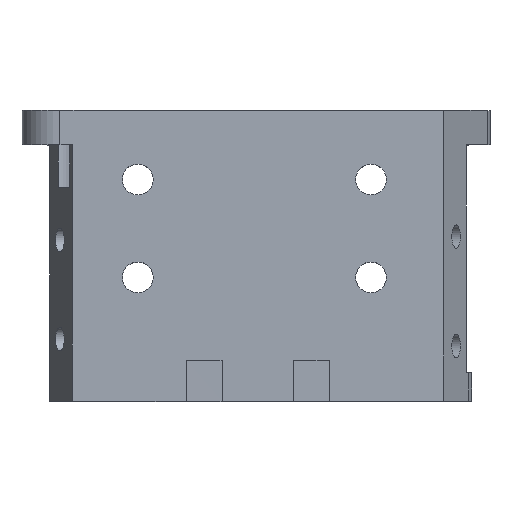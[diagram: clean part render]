
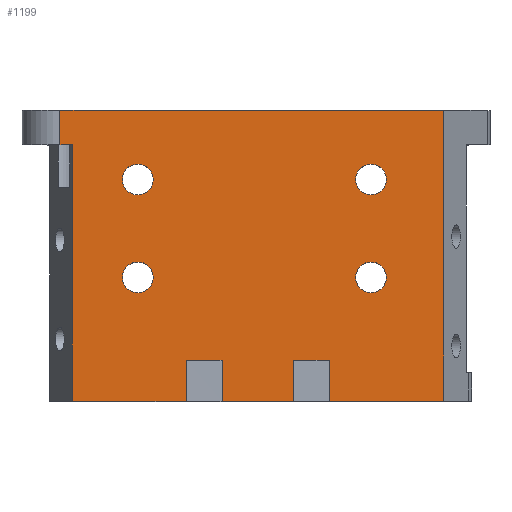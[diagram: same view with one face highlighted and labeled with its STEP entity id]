
A CAD part, top view. The second image highlights one B-rep face of the part: STEP entity #1199.
In plain terms, the highlighted planar face has unit normal (0, 0, 1).
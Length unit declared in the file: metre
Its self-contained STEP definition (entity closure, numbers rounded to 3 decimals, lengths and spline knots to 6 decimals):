
#12=B_SPLINE_CURVE_WITH_KNOTS('',3,(#1932,#1933,#1934,#1935),
 .UNSPECIFIED.,.F.,.F.,(4,4),(0.,1.),.UNSPECIFIED.);
#13=B_SPLINE_CURVE_WITH_KNOTS('',3,(#1937,#1938,#1939,#1940),
 .UNSPECIFIED.,.F.,.F.,(4,4),(0.,1.),.UNSPECIFIED.);
#14=B_SPLINE_CURVE_WITH_KNOTS('',3,(#1942,#1943,#1944,#1945),
 .UNSPECIFIED.,.F.,.F.,(4,4),(0.,1.),.UNSPECIFIED.);
#15=B_SPLINE_CURVE_WITH_KNOTS('',3,(#1947,#1948,#1949,#1950),
 .UNSPECIFIED.,.F.,.F.,(4,4),(0.154412,1.),
 .UNSPECIFIED.);
#16=B_SPLINE_CURVE_WITH_KNOTS('',3,(#1952,#1953,#1954,#1955),
 .UNSPECIFIED.,.F.,.F.,(4,4),(0.,1.),.UNSPECIFIED.);
#17=B_SPLINE_CURVE_WITH_KNOTS('',3,(#1957,#1958,#1959,#1960),
 .UNSPECIFIED.,.F.,.F.,(4,4),(0.,1.),.UNSPECIFIED.);
#18=B_SPLINE_CURVE_WITH_KNOTS('',3,(#1962,#1963,#1964,#1965),
 .UNSPECIFIED.,.F.,.F.,(4,4),(0.,1.),.UNSPECIFIED.);
#51=LINE('',#1689,#161);
#59=LINE('',#1714,#169);
#61=LINE('',#1718,#171);
#63=LINE('',#1722,#173);
#126=LINE('',#1898,#236);
#137=LINE('',#1967,#247);
#138=LINE('',#1969,#248);
#139=LINE('',#1970,#249);
#161=VECTOR('',#1362,1.);
#169=VECTOR('',#1382,1.);
#171=VECTOR('',#1384,1.);
#173=VECTOR('',#1386,1.);
#236=VECTOR('',#1537,1.);
#247=VECTOR('',#1572,1.);
#248=VECTOR('',#1573,1.);
#249=VECTOR('',#1574,1.);
#463=ORIENTED_EDGE('',*,*,#701,.T.);
#464=ORIENTED_EDGE('',*,*,#726,.T.);
#465=ORIENTED_EDGE('',*,*,#727,.F.);
#466=ORIENTED_EDGE('',*,*,#599,.T.);
#467=ORIENTED_EDGE('',*,*,#615,.F.);
#468=ORIENTED_EDGE('',*,*,#721,.T.);
#469=ORIENTED_EDGE('',*,*,#720,.F.);
#470=ORIENTED_EDGE('',*,*,#719,.T.);
#471=ORIENTED_EDGE('',*,*,#613,.F.);
#472=ORIENTED_EDGE('',*,*,#725,.F.);
#473=ORIENTED_EDGE('',*,*,#724,.F.);
#474=ORIENTED_EDGE('',*,*,#723,.F.);
#475=ORIENTED_EDGE('',*,*,#722,.T.);
#476=ORIENTED_EDGE('',*,*,#611,.F.);
#477=ORIENTED_EDGE('',*,*,#728,.T.);
#478=ORIENTED_EDGE('',*,*,#729,.T.);
#479=ORIENTED_EDGE('',*,*,#730,.T.);
#480=ORIENTED_EDGE('',*,*,#731,.T.);
#481=ORIENTED_EDGE('',*,*,#732,.T.);
#599=EDGE_CURVE('',#763,#762,#51,.T.);
#611=EDGE_CURVE('',#773,#774,#59,.T.);
#613=EDGE_CURVE('',#775,#776,#61,.T.);
#615=EDGE_CURVE('',#777,#762,#63,.T.);
#701=EDGE_CURVE('',#847,#846,#126,.T.);
#719=EDGE_CURVE('',#860,#776,#12,.F.);
#720=EDGE_CURVE('',#860,#861,#13,.T.);
#721=EDGE_CURVE('',#777,#861,#14,.F.);
#722=EDGE_CURVE('',#862,#774,#15,.F.);
#723=EDGE_CURVE('',#862,#863,#16,.T.);
#724=EDGE_CURVE('',#863,#864,#17,.T.);
#725=EDGE_CURVE('',#864,#775,#18,.T.);
#726=EDGE_CURVE('',#846,#865,#137,.F.);
#727=EDGE_CURVE('',#763,#865,#138,.T.);
#728=EDGE_CURVE('',#773,#847,#139,.T.);
#729=EDGE_CURVE('',#866,#866,#906,.T.);
#730=EDGE_CURVE('',#867,#867,#907,.T.);
#731=EDGE_CURVE('',#868,#868,#908,.T.);
#732=EDGE_CURVE('',#869,#869,#909,.T.);
#762=VERTEX_POINT('',#1688);
#763=VERTEX_POINT('',#1690);
#773=VERTEX_POINT('',#1713);
#774=VERTEX_POINT('',#1715);
#775=VERTEX_POINT('',#1717);
#776=VERTEX_POINT('',#1719);
#777=VERTEX_POINT('',#1721);
#846=VERTEX_POINT('',#1897);
#847=VERTEX_POINT('',#1899);
#860=VERTEX_POINT('',#1936);
#861=VERTEX_POINT('',#1941);
#862=VERTEX_POINT('',#1951);
#863=VERTEX_POINT('',#1956);
#864=VERTEX_POINT('',#1961);
#865=VERTEX_POINT('',#1968);
#866=VERTEX_POINT('',#1972);
#867=VERTEX_POINT('',#1974);
#868=VERTEX_POINT('',#1976);
#869=VERTEX_POINT('',#1978);
#906=CIRCLE('',#1308,0.00215);
#907=CIRCLE('',#1309,0.00215);
#908=CIRCLE('',#1310,0.00215);
#909=CIRCLE('',#1311,0.00215);
#977=EDGE_LOOP('',(#463,#464,#465,#466,#467,#468,#469,#470,#471,#472,#473,
#474,#475,#476,#477));
#978=EDGE_LOOP('',(#478));
#979=EDGE_LOOP('',(#479));
#980=EDGE_LOOP('',(#480));
#981=EDGE_LOOP('',(#481));
#1086=FACE_BOUND('',#977,.T.);
#1087=FACE_BOUND('',#978,.T.);
#1088=FACE_BOUND('',#979,.T.);
#1089=FACE_BOUND('',#980,.T.);
#1090=FACE_BOUND('',#981,.T.);
#1155=PLANE('',#1307);
#1199=ADVANCED_FACE('',(#1086,#1087,#1088,#1089,#1090),#1155,.F.);
#1307=AXIS2_PLACEMENT_3D('',#1966,#1570,#1571);
#1308=AXIS2_PLACEMENT_3D('',#1971,#1575,#1576);
#1309=AXIS2_PLACEMENT_3D('',#1973,#1577,#1578);
#1310=AXIS2_PLACEMENT_3D('',#1975,#1579,#1580);
#1311=AXIS2_PLACEMENT_3D('',#1977,#1581,#1582);
#1362=DIRECTION('',(0.,-1.,0.));
#1382=DIRECTION('',(-1.,0.,0.));
#1384=DIRECTION('',(-1.,0.,0.));
#1386=DIRECTION('',(-1.,0.,0.));
#1537=DIRECTION('',(-1.,0.,0.));
#1570=DIRECTION('',(0.,0.,-1.));
#1571=DIRECTION('',(-1.,0.,0.));
#1572=DIRECTION('',(0.,1.,0.));
#1573=DIRECTION('',(-1.,0.,0.));
#1574=DIRECTION('',(0.,1.,0.));
#1575=DIRECTION('',(0.,0.,-1.));
#1576=DIRECTION('',(-1.,0.,0.));
#1577=DIRECTION('',(0.,0.,-1.));
#1578=DIRECTION('',(-1.,0.,0.));
#1579=DIRECTION('',(0.,0.,-1.));
#1580=DIRECTION('',(-1.,0.,0.));
#1581=DIRECTION('',(0.,0.,-1.));
#1582=DIRECTION('',(-1.,0.,0.));
#1688=CARTESIAN_POINT('',(-0.030835,0.04501,0.014008));
#1689=CARTESIAN_POINT('',(-0.030835,0.039394,0.014008));
#1690=CARTESIAN_POINT('',(-0.030835,0.080895,0.014008));
#1713=CARTESIAN_POINT('',(0.021105,0.04501,0.014008));
#1714=CARTESIAN_POINT('',(0.004105,0.04501,0.014008));
#1715=CARTESIAN_POINT('',(0.005105,0.04501,0.014008));
#1717=CARTESIAN_POINT('',(0.000105,0.04501,0.014008));
#1718=CARTESIAN_POINT('',(0.004105,0.04501,0.014008));
#1719=CARTESIAN_POINT('',(-0.009895,0.04501,0.014008));
#1721=CARTESIAN_POINT('',(-0.014898,0.04501,0.014011));
#1722=CARTESIAN_POINT('',(0.004105,0.04501,0.014008));
#1897=CARTESIAN_POINT('',(-0.032561,0.085683,0.014008));
#1898=CARTESIAN_POINT('',(0.004105,0.085683,0.014008));
#1899=CARTESIAN_POINT('',(0.021105,0.085683,0.014008));
#1932=CARTESIAN_POINT('',(-0.009895,0.04501,0.014014));
#1933=CARTESIAN_POINT('',(-0.009895,0.046927,0.014014));
#1934=CARTESIAN_POINT('',(-0.009895,0.048843,0.014014));
#1935=CARTESIAN_POINT('',(-0.009895,0.05076,0.014014));
#1936=CARTESIAN_POINT('',(-0.009895,0.05076,0.014008));
#1937=CARTESIAN_POINT('',(-0.009895,0.05076,0.014014));
#1938=CARTESIAN_POINT('',(-0.011562,0.05076,0.014014));
#1939=CARTESIAN_POINT('',(-0.013229,0.05076,0.014014));
#1940=CARTESIAN_POINT('',(-0.014895,0.05076,0.014014));
#1941=CARTESIAN_POINT('',(-0.014898,0.05076,0.014008));
#1942=CARTESIAN_POINT('',(-0.014895,0.05076,0.014014));
#1943=CARTESIAN_POINT('',(-0.014895,0.048843,0.014014));
#1944=CARTESIAN_POINT('',(-0.014895,0.046927,0.014014));
#1945=CARTESIAN_POINT('',(-0.014895,0.04501,0.014014));
#1947=CARTESIAN_POINT('',(0.005105,0.04501,0.014014));
#1948=CARTESIAN_POINT('',(0.005105,0.046927,0.014014));
#1949=CARTESIAN_POINT('',(0.005105,0.048843,0.014014));
#1950=CARTESIAN_POINT('',(0.005105,0.05076,0.014014));
#1951=CARTESIAN_POINT('',(0.005105,0.05076,0.014008));
#1952=CARTESIAN_POINT('',(0.005105,0.05076,0.014014));
#1953=CARTESIAN_POINT('',(0.004771,0.05076,0.014014));
#1954=CARTESIAN_POINT('',(0.004438,0.05076,0.014014));
#1955=CARTESIAN_POINT('',(0.004105,0.05076,0.014014));
#1956=CARTESIAN_POINT('',(0.004105,0.05076,0.014008));
#1957=CARTESIAN_POINT('',(0.004105,0.05076,0.014014));
#1958=CARTESIAN_POINT('',(0.002771,0.05076,0.014014));
#1959=CARTESIAN_POINT('',(0.001438,0.05076,0.014014));
#1960=CARTESIAN_POINT('',(0.000105,0.05076,0.014014));
#1961=CARTESIAN_POINT('',(0.000105,0.05076,0.014008));
#1962=CARTESIAN_POINT('',(0.000105,0.05076,0.014014));
#1963=CARTESIAN_POINT('',(0.000105,0.048843,0.014014));
#1964=CARTESIAN_POINT('',(0.000105,0.046927,0.014014));
#1965=CARTESIAN_POINT('',(0.000105,0.04501,0.014014));
#1966=CARTESIAN_POINT('',(0.004105,0.039394,0.014008));
#1967=CARTESIAN_POINT('',(-0.032561,0.039394,0.014008));
#1968=CARTESIAN_POINT('',(-0.032561,0.080895,0.014008));
#1969=CARTESIAN_POINT('',(-0.033797,0.080895,0.014008));
#1970=CARTESIAN_POINT('',(0.021105,0.085683,0.014008));
#1971=CARTESIAN_POINT('',(0.010946,0.076002,0.014008));
#1972=CARTESIAN_POINT('',(0.008796,0.076002,0.014008));
#1973=CARTESIAN_POINT('',(-0.021681,0.076002,0.014008));
#1974=CARTESIAN_POINT('',(-0.023831,0.076002,0.014008));
#1975=CARTESIAN_POINT('',(-0.021681,0.06231,0.014008));
#1976=CARTESIAN_POINT('',(-0.023831,0.06231,0.014008));
#1977=CARTESIAN_POINT('',(0.010946,0.06231,0.014008));
#1978=CARTESIAN_POINT('',(0.008796,0.06231,0.014008));
